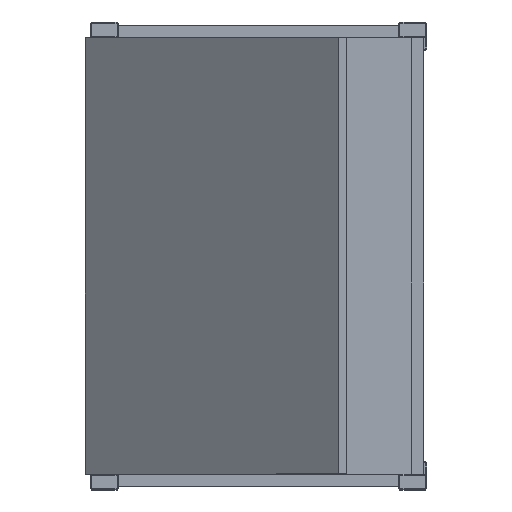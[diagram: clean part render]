
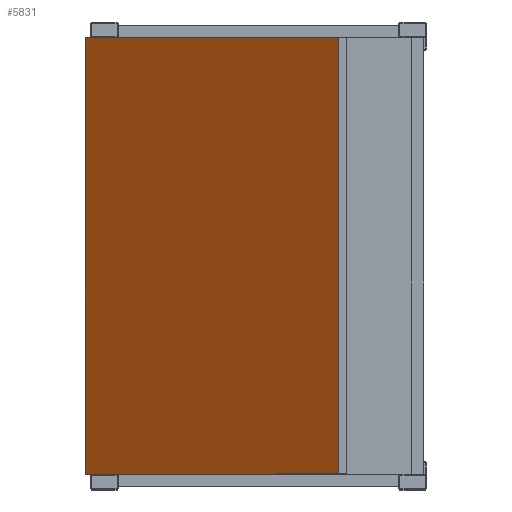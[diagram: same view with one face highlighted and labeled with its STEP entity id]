
A CAD part, top view. The second image highlights one B-rep face of the part: STEP entity #5831.
In plain terms, the highlighted planar face has unit normal (-0.643, 0, 0.766).
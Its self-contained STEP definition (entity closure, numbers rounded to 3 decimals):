
#5711=CARTESIAN_POINT('',(265.889,-260.,271.499));
#5712=VERTEX_POINT('',#5711);
#5719=CARTESIAN_POINT('',(265.889,-680.,271.499));
#5720=VERTEX_POINT('',#5719);
#5721=CARTESIAN_POINT('',(265.889,-680.,271.499));
#5722=DIRECTION('',(-0.,1.,-0.));
#5723=VECTOR('',#5722,420.);
#5724=LINE('',#5721,#5723);
#5725=EDGE_CURVE('',#5720,#5712,#5724,.T.);
#5741=CARTESIAN_POINT('',(22.287,-260.,67.093));
#5742=VERTEX_POINT('',#5741);
#5743=CARTESIAN_POINT('',(265.889,-260.,271.499));
#5744=DIRECTION('',(-0.766,0.,-0.643));
#5745=VECTOR('',#5744,318.);
#5746=LINE('',#5743,#5745);
#5747=EDGE_CURVE('',#5712,#5742,#5746,.T.);
#5772=CARTESIAN_POINT('',(22.287,-680.,67.093));
#5773=VERTEX_POINT('',#5772);
#5774=CARTESIAN_POINT('',(22.287,-260.,67.093));
#5775=DIRECTION('',(0.,-1.,0.));
#5776=VECTOR('',#5775,420.);
#5777=LINE('',#5774,#5776);
#5778=EDGE_CURVE('',#5742,#5773,#5777,.T.);
#5803=CARTESIAN_POINT('',(22.287,-680.,67.093));
#5804=DIRECTION('',(0.766,0.,0.643));
#5805=VECTOR('',#5804,318.);
#5806=LINE('',#5803,#5805);
#5807=EDGE_CURVE('',#5773,#5720,#5806,.T.);
#5820=CARTESIAN_POINT('',(-0.695,-680.,47.809));
#5821=DIRECTION('',(-0.643,0.,0.766));
#5822=DIRECTION('',(0.,1.,0.));
#5823=AXIS2_PLACEMENT_3D('',#5820,#5821,#5822);
#5824=PLANE('',#5823);
#5825=ORIENTED_EDGE('',*,*,#5725,.T.);
#5826=ORIENTED_EDGE('',*,*,#5747,.T.);
#5827=ORIENTED_EDGE('',*,*,#5778,.T.);
#5828=ORIENTED_EDGE('',*,*,#5807,.T.);
#5829=EDGE_LOOP('',(#5825,#5826,#5827,#5828));
#5830=FACE_BOUND('',#5829,.T.);
#5831=ADVANCED_FACE('',(#5830),#5824,.T.);
